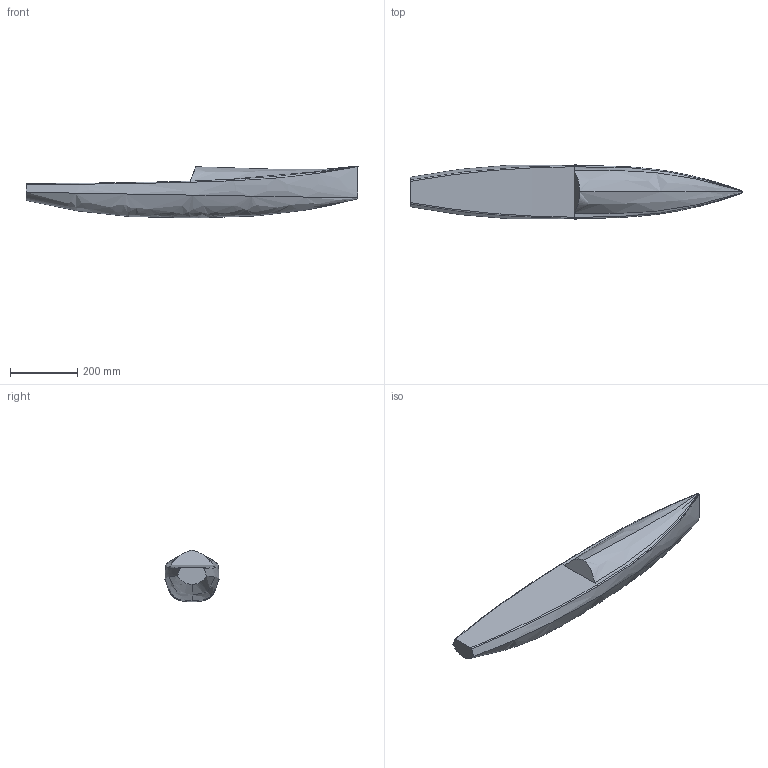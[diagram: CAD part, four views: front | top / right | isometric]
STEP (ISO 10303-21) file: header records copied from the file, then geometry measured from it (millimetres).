
FILE_DESCRIPTION(/* description */ (''),/* implementation_level */ '2;1');
FILE_NAME(/* name */ 'G10_100',/* time_stamp */ '2015-11-20T14:31:25+01:00',/* author */ (''),/* organization */ (''),/* preprocessor_version */ 'ST-DEVELOPER v10',/* originating_system */ '',/* authorisation */ '');
FILE_SCHEMA (('CONFIG_CONTROL_DESIGN'));
Length unit declared in the file: millimetre
Products named in the file (1): 1
Bounding box: 990 x 161.06 x 154.11 mm (x, y, z)
Volume: 11865506.2 mm3; surface area: 407690.1 mm2
Topology: 1 solids, 1 shells, 17 faces, 41 edges, 22 vertices
Faces by surface type: bspline 17
Entity records: 2738 total; most frequent: CARTESIAN_POINT 2411, ORIENTED_EDGE 74, EDGE_CURVE 37, B_SPLINE_CURVE_WITH_KNOTS 37, VERTEX_POINT 22, ADVANCED_FACE 17, FACE_OUTER_BOUND 17, EDGE_LOOP 17
